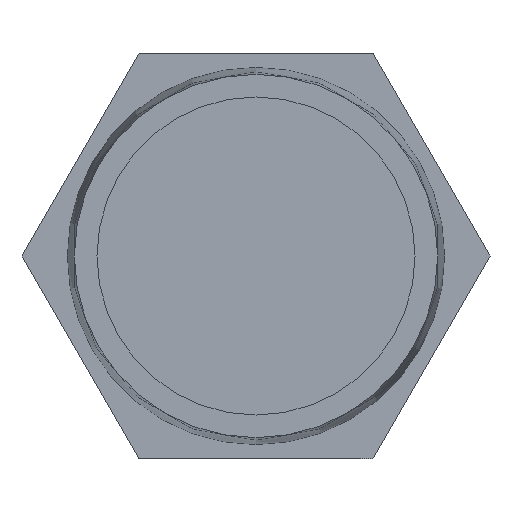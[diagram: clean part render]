
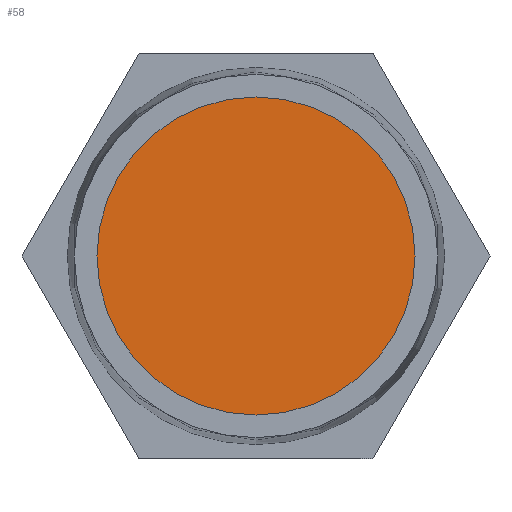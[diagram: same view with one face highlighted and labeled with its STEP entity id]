
A CAD part, front view. The second image highlights one B-rep face of the part: STEP entity #58.
In plain terms, the highlighted planar face has unit normal (0, -1, 0).
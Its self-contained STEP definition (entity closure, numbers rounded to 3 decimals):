
#58 = ADVANCED_FACE( '', ( #129 ), #130, .T. );
#129 = FACE_OUTER_BOUND( '', #216, .T. );
#130 = PLANE( '', #217 );
#216 = EDGE_LOOP( '', ( #320 ) );
#217 = AXIS2_PLACEMENT_3D( '', #321, #322, #323 );
#320 = ORIENTED_EDGE( '', *, *, #450, .T. );
#321 = CARTESIAN_POINT( '', ( 0., 15., 0. ) );
#322 = DIRECTION( '', ( 0., -1., 0. ) );
#323 = DIRECTION( '', ( 1., 0., 0. ) );
#450 = EDGE_CURVE( '', #519, #519, #520, .T. );
#519 = VERTEX_POINT( '', #611 );
#520 = CIRCLE( '', #612, 25.5 );
#611 = CARTESIAN_POINT( '', ( 12.75, 15., -22.084 ) );
#612 = AXIS2_PLACEMENT_3D( '', #685, #686, #687 );
#685 = CARTESIAN_POINT( '', ( 0., 15., 0. ) );
#686 = DIRECTION( '', ( 0., -1., 0. ) );
#687 = DIRECTION( '', ( 0.5, 0., -0.866 ) );
